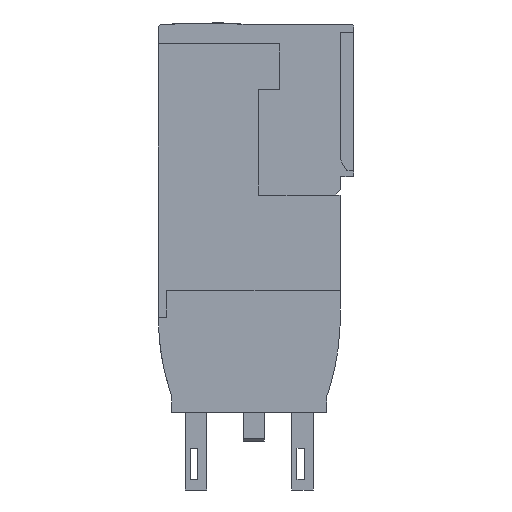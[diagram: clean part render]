
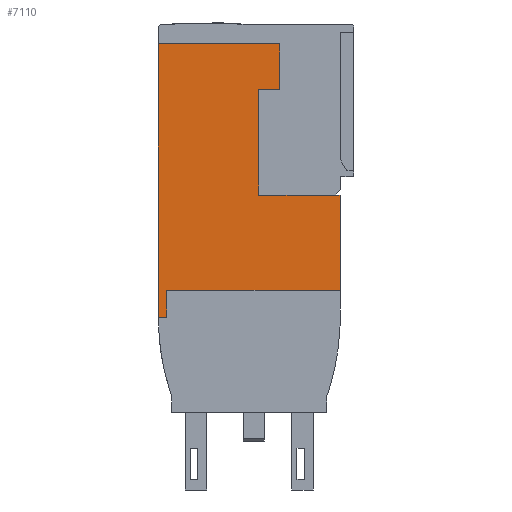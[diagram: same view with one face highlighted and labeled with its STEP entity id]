
A CAD part, left-side view. The second image highlights one B-rep face of the part: STEP entity #7110.
In plain terms, the highlighted planar face has unit normal (-1, 0, 0).
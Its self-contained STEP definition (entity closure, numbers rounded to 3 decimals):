
#7110=ADVANCED_FACE('',(#18743),#18744,.F.);
#7528=VERTEX_POINT('',#19198);
#7530=VERTEX_POINT('',#19200);
#7532=EDGE_CURVE('',#7528,#7530,#19202,.T.);
#7544=VERTEX_POINT('',#19214);
#7546=EDGE_CURVE('',#7530,#7544,#19216,.T.);
#7554=VERTEX_POINT('',#19224);
#7556=EDGE_CURVE('',#7544,#7554,#19226,.T.);
#8062=VERTEX_POINT('',#19732);
#8064=VERTEX_POINT('',#19734);
#8066=EDGE_CURVE('',#8062,#8064,#19736,.T.);
#8096=VERTEX_POINT('',#19766);
#8098=EDGE_CURVE('',#8096,#8062,#19768,.T.);
#8106=VERTEX_POINT('',#19776);
#8108=EDGE_CURVE('',#8096,#8106,#19778,.T.);
#8168=VERTEX_POINT('',#19838);
#8174=EDGE_CURVE('',#8168,#8064,#19844,.T.);
#10680=VERTEX_POINT('',#22350);
#10682=EDGE_CURVE('',#8106,#10680,#22352,.T.);
#10706=VERTEX_POINT('',#22376);
#10710=EDGE_CURVE('',#10706,#8168,#22380,.T.);
#15046=VERTEX_POINT('',#26716);
#15050=EDGE_CURVE('',#15046,#10706,#26720,.T.);
#15052=EDGE_CURVE('',#7554,#15046,#26722,.T.);
#15058=EDGE_CURVE('',#10680,#7528,#26728,.T.);
#18743=FACE_OUTER_BOUND('',#30456,.T.);
#18744=PLANE('',#30457);
#19198=CARTESIAN_POINT('',(0.01,2.55,37.9));
#19200=CARTESIAN_POINT('',(0.01,35.45,37.9));
#19202=LINE('',#31102,#31103);
#19214=CARTESIAN_POINT('',(0.01,35.45,32.8));
#19216=LINE('',#31124,#31125);
#19224=CARTESIAN_POINT('',(0.01,37.05,32.8));
#19226=LINE('',#31140,#31141);
#19732=CARTESIAN_POINT('',(0.01,18.0,76.0));
#19734=CARTESIAN_POINT('',(0.01,14.0,76.0));
#19736=LINE('',#31921,#31922);
#19766=CARTESIAN_POINT('',(0.01,18.0,56.0));
#19768=LINE('',#31968,#31969);
#19776=CARTESIAN_POINT('',(0.01,3.45,56.0));
#19778=LINE('',#31984,#31985);
#19838=CARTESIAN_POINT('',(0.01,14.0,84.7));
#19844=LINE('',#32085,#32086);
#22350=CARTESIAN_POINT('',(0.01,2.55,56.0));
#22352=LINE('',#36022,#36023);
#22376=CARTESIAN_POINT('',(0.01,37.04,84.7));
#22380=LINE('',#36068,#36069);
#26716=CARTESIAN_POINT('',(0.01,37.05,84.7));
#26720=LINE('',#42861,#42862);
#26722=LINE('',#42865,#42866);
#26728=LINE('',#42877,#42878);
#30456=EDGE_LOOP('',(#52587,#52588,#52589,#52590,#52591,#52592,#52593,#52594,#52595,#52596,#52597,#52598));
#30457=AXIS2_PLACEMENT_3D('',#52599,#52600,#52601);
#31102=CARTESIAN_POINT('',(0.01,35.45,37.9));
#31103=VECTOR('',#53096,1.0);
#31124=CARTESIAN_POINT('',(0.01,35.45,32.85));
#31125=VECTOR('',#53100,1.0);
#31140=CARTESIAN_POINT('',(0.01,35.55,32.8));
#31141=VECTOR('',#53103,1.0);
#31921=CARTESIAN_POINT('',(0.01,19.593,76.0));
#31922=VECTOR('',#53306,1.0);
#31968=CARTESIAN_POINT('',(0.01,18.0,57.48));
#31969=VECTOR('',#53321,1.0);
#31984=CARTESIAN_POINT('',(0.01,2.55,56.0));
#31985=VECTOR('',#53324,1.0);
#32085=CARTESIAN_POINT('',(0.01,14.0,56.0));
#32086=VECTOR('',#53344,1.0);
#36022=CARTESIAN_POINT('',(0.01,2.55,56.0));
#36023=VECTOR('',#54384,1.0);
#36068=CARTESIAN_POINT('',(0.01,14.0,84.7));
#36069=VECTOR('',#54393,1.0);
#42861=CARTESIAN_POINT('',(0.01,14.0,84.7));
#42862=VECTOR('',#56153,1.0);
#42865=CARTESIAN_POINT('',(0.01,37.05,32.85));
#42866=VECTOR('',#56154,1.0);
#42877=CARTESIAN_POINT('',(0.01,2.55,37.9));
#42878=VECTOR('',#56157,1.0);
#52587=ORIENTED_EDGE('',*,*,#8066,.T.);
#52588=ORIENTED_EDGE('',*,*,#8174,.F.);
#52589=ORIENTED_EDGE('',*,*,#10710,.F.);
#52590=ORIENTED_EDGE('',*,*,#15050,.F.);
#52591=ORIENTED_EDGE('',*,*,#15052,.F.);
#52592=ORIENTED_EDGE('',*,*,#7556,.F.);
#52593=ORIENTED_EDGE('',*,*,#7546,.F.);
#52594=ORIENTED_EDGE('',*,*,#7532,.F.);
#52595=ORIENTED_EDGE('',*,*,#15058,.F.);
#52596=ORIENTED_EDGE('',*,*,#10682,.F.);
#52597=ORIENTED_EDGE('',*,*,#8108,.F.);
#52598=ORIENTED_EDGE('',*,*,#8098,.T.);
#52599=CARTESIAN_POINT('',(0.01,21.187,58.96));
#52600=DIRECTION('',(1.0,0.0,0.0));
#52601=DIRECTION('',(0.0,0.0,-1.0));
#53096=DIRECTION('',(0.0,1.0,0.0));
#53100=DIRECTION('',(0.0,0.0,-1.0));
#53103=DIRECTION('',(0.0,1.0,0.0));
#53306=DIRECTION('',(0.0,-1.0,0.0));
#53321=DIRECTION('',(0.0,0.0,1.0));
#53324=DIRECTION('',(0.0,-1.0,0.0));
#53344=DIRECTION('',(0.0,0.0,-1.0));
#54384=DIRECTION('',(0.0,-1.0,0.0));
#54393=DIRECTION('',(0.0,-1.0,0.0));
#56153=DIRECTION('',(0.0,-1.0,0.0));
#56154=DIRECTION('',(0.0,0.0,1.0));
#56157=DIRECTION('',(0.0,0.0,-1.0));
